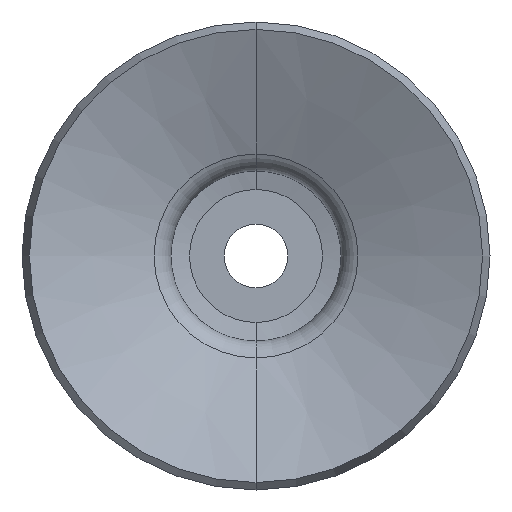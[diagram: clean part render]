
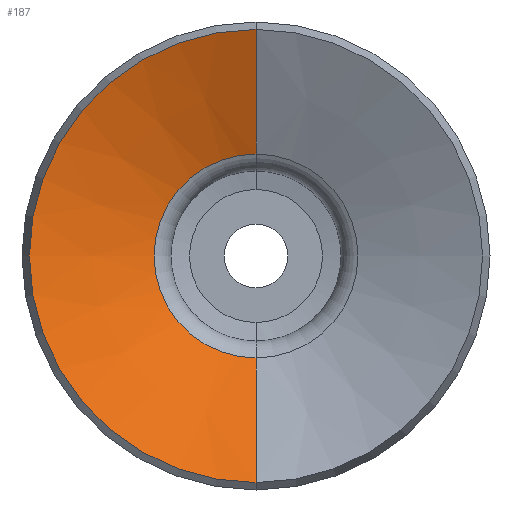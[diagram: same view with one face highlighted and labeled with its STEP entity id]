
A CAD part, front view. The second image highlights one B-rep face of the part: STEP entity #187.
In plain terms, the highlighted conical face has half-angle 66.539 degrees and reference radius 19.169 mm.
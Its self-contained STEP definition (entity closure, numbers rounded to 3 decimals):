
#187=ADVANCED_FACE('',(#455),#456,.F.);
#455=FACE_OUTER_BOUND('',#809,.T.);
#456=CONICAL_SURFACE('',#810,19.169,1.161);
#809=EDGE_LOOP('',(#5013,#5014,#5015,#5016));
#810=AXIS2_PLACEMENT_3D('',#5017,#5018,#5019);
#5013=ORIENTED_EDGE('',*,*,#5736,.T.);
#5014=ORIENTED_EDGE('',*,*,#5796,.T.);
#5015=ORIENTED_EDGE('',*,*,#5797,.F.);
#5016=ORIENTED_EDGE('',*,*,#5798,.F.);
#5017=CARTESIAN_POINT('',(0.0,-77.33,0.0));
#5018=DIRECTION('',(0.0,-1.0,-0.0));
#5019=DIRECTION('',(0.0,0.0,-1.0));
#5736=EDGE_CURVE('',#6126,#6130,#6132,.T.);
#5796=EDGE_CURVE('',#6130,#6214,#6215,.T.);
#5797=EDGE_CURVE('',#6216,#6214,#6217,.T.);
#5798=EDGE_CURVE('',#6126,#6216,#6218,.T.);
#6126=VERTEX_POINT('',#6652);
#6130=VERTEX_POINT('',#6656);
#6132=CIRCLE('',#6658,19.169);
#6214=VERTEX_POINT('',#6755);
#6215=LINE('',#6756,#6757);
#6216=VERTEX_POINT('',#6758);
#6217=CIRCLE('',#6759,42.603);
#6218=LINE('',#6760,#6761);
#6652=CARTESIAN_POINT('',(0.0,-77.33,-19.169));
#6656=CARTESIAN_POINT('',(0.,-77.33,19.169));
#6658=AXIS2_PLACEMENT_3D('',#8852,#8853,#8854);
#6755=CARTESIAN_POINT('',(0.0,-87.5,42.603));
#6756=CARTESIAN_POINT('',(0.,-77.33,19.169));
#6757=VECTOR('',#8960,1000.0);
#6758=CARTESIAN_POINT('',(0.,-87.5,-42.603));
#6759=AXIS2_PLACEMENT_3D('',#8961,#8962,#8963);
#6760=CARTESIAN_POINT('',(0.0,-77.33,-19.169));
#6761=VECTOR('',#8964,1000.0);
#8852=CARTESIAN_POINT('',(0.0,-77.33,0.0));
#8853=DIRECTION('',(0.0,1.0,0.0));
#8854=DIRECTION('',(0.0,0.0,1.0));
#8960=DIRECTION('',(0.,-0.398,0.917));
#8961=CARTESIAN_POINT('',(0.0,-87.5,0.0));
#8962=DIRECTION('',(0.0,1.0,0.0));
#8963=DIRECTION('',(0.0,0.0,1.0));
#8964=DIRECTION('',(0.0,-0.398,-0.917));
